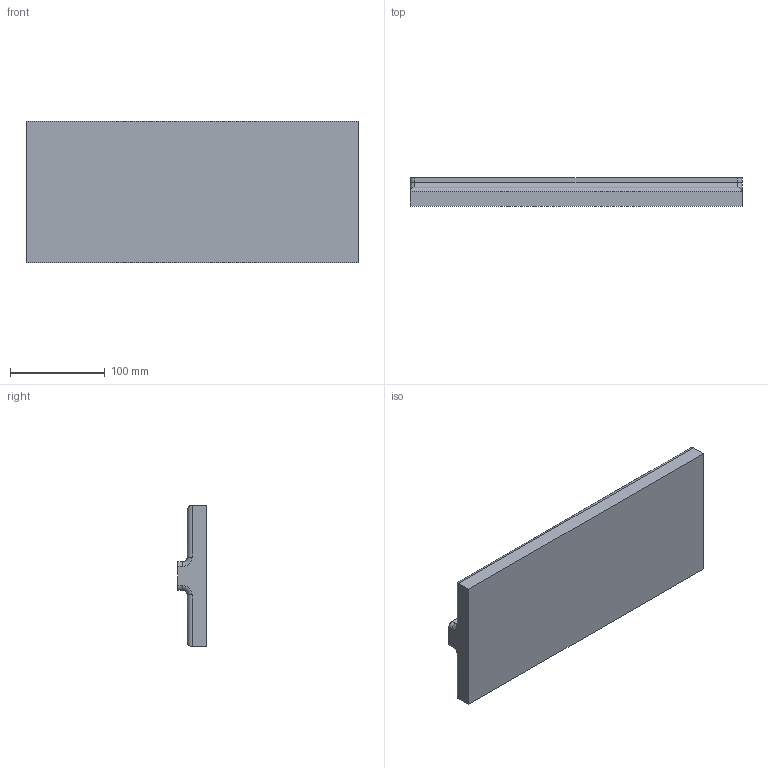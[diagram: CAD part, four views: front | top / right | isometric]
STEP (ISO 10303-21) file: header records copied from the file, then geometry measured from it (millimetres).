
FILE_DESCRIPTION (( 'STEP AP203' ), '1' );
FILE_NAME ('Riel_Predeterminado_sldprt.STEP', '2021-06-26T04:30:42', ( '' ), ( '' ), 'SwSTEP 2.0', 'SolidWorks 2020', '' );
FILE_SCHEMA (( 'CONFIG_CONTROL_DESIGN' ));
Length unit declared in the file: centimetre
Products named in the file (1): Riel_Predeterminado_sldprt
Bounding box: 350 x 30 x 148.85 mm (x, y, z)
Volume: 1145551.1 mm3; surface area: 128167.7 mm2
Topology: 1 solids, 1 shells, 26 faces, 60 edges, 36 vertices
Faces by surface type: cylinder 12, plane 10, torus 4
Entity records: 805 total; most frequent: CARTESIAN_POINT 135, DIRECTION 130, ORIENTED_EDGE 120, EDGE_CURVE 60, AXIS2_PLACEMENT_3D 47, VERTEX_POINT 36, VECTOR 36, LINE 36
